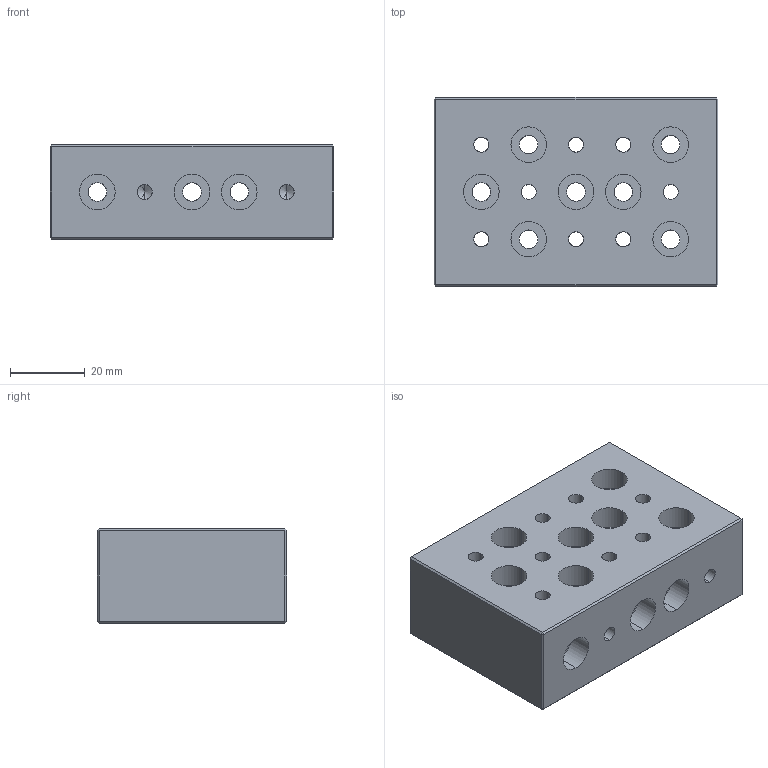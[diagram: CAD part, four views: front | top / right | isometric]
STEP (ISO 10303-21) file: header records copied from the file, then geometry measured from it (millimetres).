
FILE_DESCRIPTION (( 'STEP AP203' ), '1' );
FILE_NAME ('REV-21-3195.STEP', '2024-10-08T20:36:35', ( '' ), ( '' ), 'SwSTEP 2.0', 'SolidWorks 2022', '' );
FILE_SCHEMA (( 'CONFIG_CONTROL_DESIGN' ));
Length unit declared in the file: inch
Products named in the file (1): REV-21-3195
Bounding box: 76.2 x 50.8 x 25.4 mm (x, y, z)
Volume: 82440.5 mm3; surface area: 22864.3 mm2
Topology: 1 solids, 1 shells, 170 faces, 448 edges, 278 vertices
Faces by surface type: cylinder 116, plane 46, cone 8
Entity records: 6411 total; most frequent: CARTESIAN_POINT 2113, ORIENTED_EDGE 880, DIRECTION 862, EDGE_CURVE 440, AXIS2_PLACEMENT_3D 339, VERTEX_POINT 278, EDGE_LOOP 238, VECTOR 184
